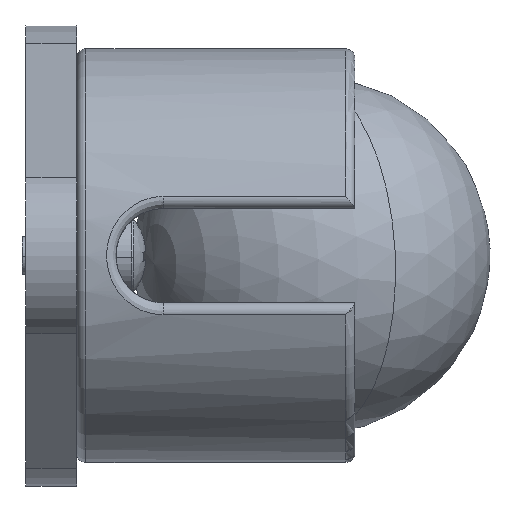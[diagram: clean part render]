
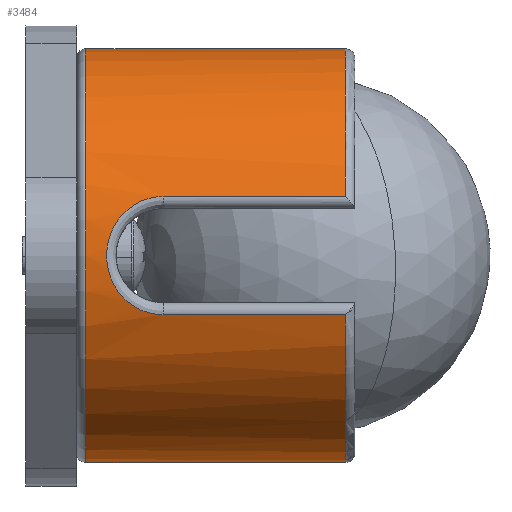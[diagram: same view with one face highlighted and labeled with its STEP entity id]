
A CAD part, left-side view. The second image highlights one B-rep face of the part: STEP entity #3484.
In plain terms, the highlighted cylindrical face has radius 11 mm (diameter 22 mm), a partial arc.
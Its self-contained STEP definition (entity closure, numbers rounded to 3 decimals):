
#44 = CYLINDRICAL_SURFACE ( 'NONE', #3589, 11. ) ;
#167 = CARTESIAN_POINT ( 'NONE',  ( -10.541, 4.6, -3.143 ) ) ;
#234 = VERTEX_POINT ( 'NONE', #167 ) ;
#250 = CARTESIAN_POINT ( 'NONE',  ( -10.541, 4.6, 3.143 ) ) ;
#259 = EDGE_CURVE ( 'NONE', #4252, #1693, #2281, .T. ) ;
#263 = DIRECTION ( 'NONE',  ( 0., -1., 0. ) ) ;
#266 = DIRECTION ( 'NONE',  ( 0., 0., 1. ) ) ;
#282 = CARTESIAN_POINT ( 'NONE',  ( -10.662, 3.064, -2.707 ) ) ;
#295 = CARTESIAN_POINT ( 'NONE',  ( -10.749, 2.591, -2.343 ) ) ;
#358 = ORIENTED_EDGE ( 'NONE', *, *, #259, .T. ) ;
#361 = ORIENTED_EDGE ( 'NONE', *, *, #2571, .T. ) ;
#375 = ORIENTED_EDGE ( 'NONE', *, *, #3087, .T. ) ;
#419 = CARTESIAN_POINT ( 'NONE',  ( 0., 0.5, 11. ) ) ;
#464 = VERTEX_POINT ( 'NONE', #593 ) ;
#516 = VERTEX_POINT ( 'NONE', #1580 ) ;
#539 = CARTESIAN_POINT ( 'NONE',  ( -10.994, 1.619, -0.403 ) ) ;
#549 = CARTESIAN_POINT ( 'NONE',  ( -10.749, 2.591, 2.343 ) ) ;
#565 = CARTESIAN_POINT ( 'NONE',  ( -10.896, 1.966, 1.558 ) ) ;
#583 = LINE ( 'NONE', #1381, #1345 ) ;
#593 = CARTESIAN_POINT ( 'NONE',  ( 0., 14.3, -11. ) ) ;
#596 = CARTESIAN_POINT ( 'NONE',  ( -11., 1.6, 0.205 ) ) ;
#621 = CARTESIAN_POINT ( 'NONE',  ( 0., 14.8, 0. ) ) ;
#625 = CARTESIAN_POINT ( 'NONE',  ( -10.548, 4.191, -3.121 ) ) ;
#800 = EDGE_LOOP ( 'NONE', ( #2892, #361, #358, #2047, #2220, #375, #1278, #4063 ) ) ;
#813 = CARTESIAN_POINT ( 'NONE',  ( 0., 0.5, 0. ) ) ;
#865 = CARTESIAN_POINT ( 'NONE',  ( -10.973, 1.692, -0.799 ) ) ;
#906 = CARTESIAN_POINT ( 'NONE',  ( 0., 14.3, 0. ) ) ;
#977 = CARTESIAN_POINT ( 'NONE',  ( -10.541, 14.3, 3.143 ) ) ;
#1084 = CIRCLE ( 'NONE', #3994, 11. ) ;
#1090 = AXIS2_PLACEMENT_3D ( 'NONE', #2351, #2014, #3331 ) ;
#1097 = EDGE_CURVE ( 'NONE', #464, #2424, #1721, .T. ) ;
#1121 = VERTEX_POINT ( 'NONE', #2668 ) ;
#1142 = DIRECTION ( 'NONE',  ( 0., 1., 0. ) ) ;
#1165 = DIRECTION ( 'NONE',  ( 0., -1., 0. ) ) ;
#1203 = CARTESIAN_POINT ( 'NONE',  ( -10.541, 4.396, 3.143 ) ) ;
#1243 = DIRECTION ( 'NONE',  ( 0., -1., 0. ) ) ;
#1252 = CARTESIAN_POINT ( 'NONE',  ( -10.718, 2.743, 2.477 ) ) ;
#1278 = ORIENTED_EDGE ( 'NONE', *, *, #1097, .T. ) ;
#1345 = VECTOR ( 'NONE', #3061, 1000. ) ;
#1381 = CARTESIAN_POINT ( 'NONE',  ( -10.541, 14.8, -3.143 ) ) ;
#1457 = CARTESIAN_POINT ( 'NONE',  ( -10.541, 14.8, 3.143 ) ) ;
#1475 = DIRECTION ( 'NONE',  ( 0., 0., 1. ) ) ;
#1562 = CIRCLE ( 'NONE', #1090, 11. ) ;
#1575 = AXIS2_PLACEMENT_3D ( 'NONE', #813, #1142, #1475 ) ;
#1580 = CARTESIAN_POINT ( 'NONE',  ( -10.541, 14.3, -3.143 ) ) ;
#1600 = EDGE_CURVE ( 'NONE', #2424, #3737, #1676, .T. ) ;
#1676 = CIRCLE ( 'NONE', #1575, 11. ) ;
#1693 = VERTEX_POINT ( 'NONE', #2042 ) ;
#1721 = LINE ( 'NONE', #3549, #2507 ) ;
#1860 = CARTESIAN_POINT ( 'NONE',  ( -10.548, 4.196, 3.121 ) ) ;
#1972 = EDGE_CURVE ( 'NONE', #234, #516, #583, .T. ) ;
#2014 = DIRECTION ( 'NONE',  ( 0., -1., 0. ) ) ;
#2042 = CARTESIAN_POINT ( 'NONE',  ( -10.541, 4.6, 3.143 ) ) ;
#2047 = ORIENTED_EDGE ( 'NONE', *, *, #2652, .T. ) ;
#2137 = CARTESIAN_POINT ( 'NONE',  ( 0., 14.8, 11. ) ) ;
#2220 = ORIENTED_EDGE ( 'NONE', *, *, #1972, .T. ) ;
#2229 = CARTESIAN_POINT ( 'NONE',  ( -10.994, 1.619, 0.405 ) ) ;
#2242 = CARTESIAN_POINT ( 'NONE',  ( -10.591, 3.607, -2.973 ) ) ;
#2258 = CARTESIAN_POINT ( 'NONE',  ( -10.838, 2.18, -1.902 ) ) ;
#2281 = LINE ( 'NONE', #1457, #2325 ) ;
#2325 = VECTOR ( 'NONE', #3416, 1000. ) ;
#2351 = CARTESIAN_POINT ( 'NONE',  ( 0., 14.3, 0. ) ) ;
#2402 = LINE ( 'NONE', #2137, #2974 ) ;
#2424 = VERTEX_POINT ( 'NONE', #4038 ) ;
#2507 = VECTOR ( 'NONE', #263, 1000. ) ;
#2512 = CARTESIAN_POINT ( 'NONE',  ( -10.838, 2.183, 1.906 ) ) ;
#2526 = CARTESIAN_POINT ( 'NONE',  ( -10.635, 3.241, 2.81 ) ) ;
#2540 = CARTESIAN_POINT ( 'NONE',  ( -10.572, 3.803, 3.037 ) ) ;
#2558 = CARTESIAN_POINT ( 'NONE',  ( -10.956, 1.749, 0.999 ) ) ;
#2571 = EDGE_CURVE ( 'NONE', #1121, #4252, #1084, .T. ) ;
#2580 = CARTESIAN_POINT ( 'NONE',  ( -10.541, 4.396, -3.143 ) ) ;
#2591 = CARTESIAN_POINT ( 'NONE',  ( -10.636, 3.241, -2.809 ) ) ;
#2652 = EDGE_CURVE ( 'NONE', #1693, #234, #2946, .T. ) ;
#2668 = CARTESIAN_POINT ( 'NONE',  ( 0., 14.3, 11. ) ) ;
#2854 = CARTESIAN_POINT ( 'NONE',  ( -10.662, 3.068, 2.71 ) ) ;
#2892 = ORIENTED_EDGE ( 'NONE', *, *, #3984, .F. ) ;
#2913 = CARTESIAN_POINT ( 'NONE',  ( -10.896, 1.966, -1.558 ) ) ;
#2922 = DIRECTION ( 'NONE',  ( 0., 0., -1. ) ) ;
#2946 = B_SPLINE_CURVE_WITH_KNOTS ( 'NONE', 3,
 ( #250, #1203, #1860, #2540, #4218, #2526, #2854, #1252, #549, #2512, #565, #2558, #3878, #2229, #596, #3239, #539, #865, #3836, #2913, #2258, #295, #3910, #282, #2591, #2242, #3580, #625, #2580, #4233 ),
 .UNSPECIFIED., .F., .F.,
 ( 4, 2, 2, 2, 2, 2, 2, 2, 2, 2, 2, 2, 2, 2, 4 ),
 ( 0., 0.001, 0.001, 0.002, 0.002, 0.004, 0.004, 0.005, 0.005, 0.006, 0.007, 0.008, 0.008, 0.009, 0.01 ),
 .UNSPECIFIED. ) ;
#2974 = VECTOR ( 'NONE', #1165, 1000. ) ;
#3061 = DIRECTION ( 'NONE',  ( 0., 1., 0. ) ) ;
#3087 = EDGE_CURVE ( 'NONE', #516, #464, #1562, .T. ) ;
#3212 = DIRECTION ( 'NONE',  ( 0., -1., 0. ) ) ;
#3239 = CARTESIAN_POINT ( 'NONE',  ( -11., 1.6, -0.199 ) ) ;
#3331 = DIRECTION ( 'NONE',  ( 0., 0., 1. ) ) ;
#3416 = DIRECTION ( 'NONE',  ( 0., -1., 0. ) ) ;
#3484 = ADVANCED_FACE ( 'NONE', ( #3960 ), #44, .T. ) ;
#3549 = CARTESIAN_POINT ( 'NONE',  ( 0., 14.8, -11. ) ) ;
#3580 = CARTESIAN_POINT ( 'NONE',  ( -10.573, 3.797, -3.035 ) ) ;
#3589 = AXIS2_PLACEMENT_3D ( 'NONE', #621, #1243, #2922 ) ;
#3737 = VERTEX_POINT ( 'NONE', #419 ) ;
#3836 = CARTESIAN_POINT ( 'NONE',  ( -10.957, 1.747, -0.993 ) ) ;
#3878 = CARTESIAN_POINT ( 'NONE',  ( -10.972, 1.693, 0.803 ) ) ;
#3910 = CARTESIAN_POINT ( 'NONE',  ( -10.719, 2.74, -2.475 ) ) ;
#3960 = FACE_OUTER_BOUND ( 'NONE', #800, .T. ) ;
#3984 = EDGE_CURVE ( 'NONE', #1121, #3737, #2402, .T. ) ;
#3994 = AXIS2_PLACEMENT_3D ( 'NONE', #906, #3212, #266 ) ;
#4038 = CARTESIAN_POINT ( 'NONE',  ( 0., 0.5, -11. ) ) ;
#4063 = ORIENTED_EDGE ( 'NONE', *, *, #1600, .T. ) ;
#4218 = CARTESIAN_POINT ( 'NONE',  ( -10.591, 3.608, 2.974 ) ) ;
#4233 = CARTESIAN_POINT ( 'NONE',  ( -10.541, 4.6, -3.143 ) ) ;
#4252 = VERTEX_POINT ( 'NONE', #977 ) ;
